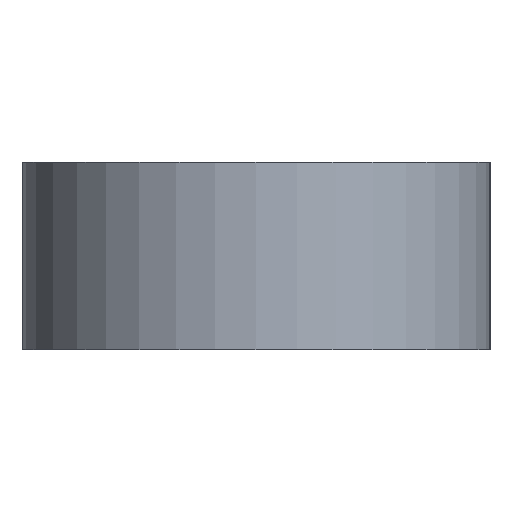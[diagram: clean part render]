
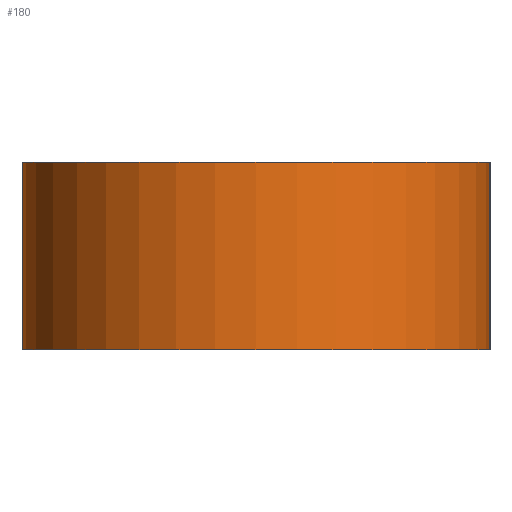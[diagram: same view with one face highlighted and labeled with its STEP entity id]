
A CAD part, left-side view. The second image highlights one B-rep face of the part: STEP entity #180.
In plain terms, the highlighted cylindrical face has radius 2.5 mm (diameter 5 mm), a partial arc.
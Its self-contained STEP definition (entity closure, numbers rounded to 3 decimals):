
#76=CARTESIAN_POINT('Axis2P3D Location',(0.,0.,2.)) ;
#80=CARTESIAN_POINT('Vertex',(0.,2.5,2.)) ;
#82=CARTESIAN_POINT('Vertex',(0.,-2.5,2.)) ;
#150=CARTESIAN_POINT('Axis2P3D Location',(0.,0.,1.)) ;
#155=CARTESIAN_POINT('Line Origine',(0.,2.5,1.)) ;
#159=CARTESIAN_POINT('Vertex',(0.,2.5,0.)) ;
#162=CARTESIAN_POINT('Axis2P3D Location',(0.,0.,0.)) ;
#166=CARTESIAN_POINT('Vertex',(0.,-2.5,0.)) ;
#169=CARTESIAN_POINT('Line Origine',(0.,-2.5,1.)) ;
#157=VECTOR('Line Direction',#156,1.) ;
#171=VECTOR('Line Direction',#170,1.) ;
#77=DIRECTION('Axis2P3D Direction',(0.,0.,1.)) ;
#151=DIRECTION('Axis2P3D Direction',(0.,0.,1.)) ;
#152=DIRECTION('Axis2P3D XDirection',(0.,1.,0.)) ;
#156=DIRECTION('Vector Direction',(0.,0.,1.)) ;
#163=DIRECTION('Axis2P3D Direction',(0.,0.,1.)) ;
#170=DIRECTION('Vector Direction',(0.,0.,1.)) ;
#78=AXIS2_PLACEMENT_3D('Circle Axis2P3D',#76,#77,$) ;
#153=AXIS2_PLACEMENT_3D('Cylinder Axis2P3D',#150,#151,#152) ;
#164=AXIS2_PLACEMENT_3D('Circle Axis2P3D',#162,#163,$) ;
#158=LINE('Line',#155,#157) ;
#172=LINE('Line',#169,#171) ;
#79=CIRCLE('generated circle',#78,2.5) ;
#165=CIRCLE('generated circle',#164,2.5) ;
#154=CYLINDRICAL_SURFACE('generated cylinder',#153,2.5) ;
#84=EDGE_CURVE('',#81,#83,#79,.T.) ;
#161=EDGE_CURVE('',#160,#81,#158,.T.) ;
#168=EDGE_CURVE('',#160,#167,#165,.T.) ;
#173=EDGE_CURVE('',#167,#83,#172,.T.) ;
#175=ORIENTED_EDGE('',*,*,#161,.F.) ;
#176=ORIENTED_EDGE('',*,*,#168,.T.) ;
#177=ORIENTED_EDGE('',*,*,#173,.T.) ;
#178=ORIENTED_EDGE('',*,*,#84,.F.) ;
#174=EDGE_LOOP('',(#175,#176,#177,#178)) ;
#81=VERTEX_POINT('',#80) ;
#83=VERTEX_POINT('',#82) ;
#160=VERTEX_POINT('',#159) ;
#167=VERTEX_POINT('',#166) ;
#180=ADVANCED_FACE('PartBody',(#179),#154,.T.) ;
#179=FACE_OUTER_BOUND('',#174,.T.) ;
